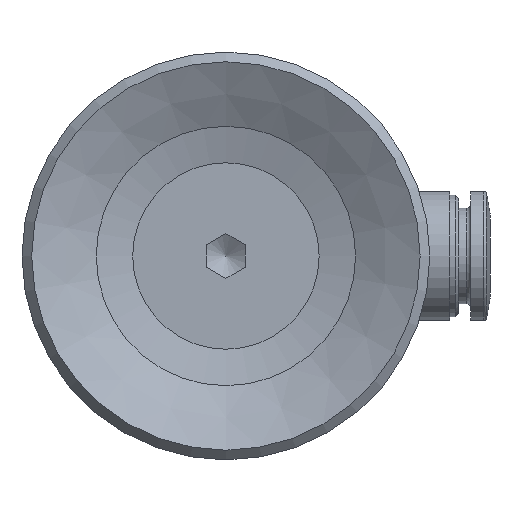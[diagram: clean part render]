
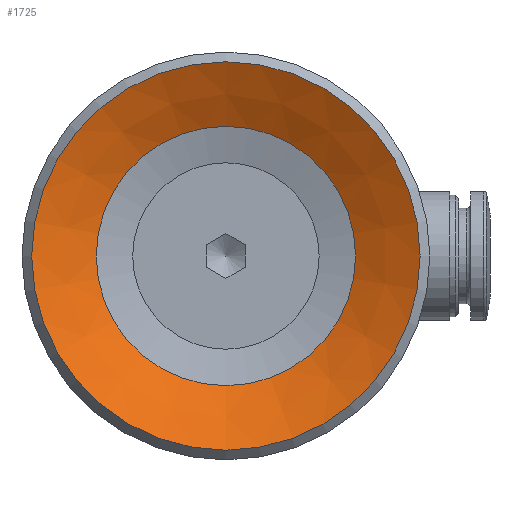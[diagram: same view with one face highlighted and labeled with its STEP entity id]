
A CAD part, front view. The second image highlights one B-rep face of the part: STEP entity #1725.
In plain terms, the highlighted conical face has half-angle 62.042 degrees and reference radius 15 mm.
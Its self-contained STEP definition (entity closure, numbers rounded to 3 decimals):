
#344=CIRCLE('',#2655,15.);
#345=CIRCLE('',#2657,10.015);
#742=ORIENTED_EDGE('',*,*,#978,.F.);
#743=ORIENTED_EDGE('',*,*,#977,.T.);
#977=EDGE_CURVE('',#1137,#1137,#344,.T.);
#978=EDGE_CURVE('',#1138,#1138,#345,.T.);
#1137=VERTEX_POINT('',#3825);
#1138=VERTEX_POINT('',#3828);
#1374=EDGE_LOOP('',(#742));
#1375=EDGE_LOOP('',(#743));
#1557=FACE_BOUND('',#1374,.T.);
#1558=FACE_BOUND('',#1375,.T.);
#1610=CONICAL_SURFACE('',#2656,15.,1.083);
#1725=ADVANCED_FACE('',(#1557,#1558),#1610,.F.);
#2655=AXIS2_PLACEMENT_3D('',#3824,#3128,#3129);
#2656=AXIS2_PLACEMENT_3D('',#3826,#3130,#3131);
#2657=AXIS2_PLACEMENT_3D('',#3827,#3132,#3133);
#3128=DIRECTION('',(0.,-1.,0.));
#3129=DIRECTION('',(0.,0.,-1.));
#3130=DIRECTION('',(0.,-1.,0.));
#3131=DIRECTION('',(0.,0.,-1.));
#3132=DIRECTION('',(0.,-1.,0.));
#3133=DIRECTION('',(0.,0.,-1.));
#3824=CARTESIAN_POINT('',(0.,0.,0.));
#3825=CARTESIAN_POINT('',(0.,0.,-15.));
#3826=CARTESIAN_POINT('',(0.,0.,0.));
#3827=CARTESIAN_POINT('',(0.,2.646,0.));
#3828=CARTESIAN_POINT('',(0.,2.646,-10.015));
